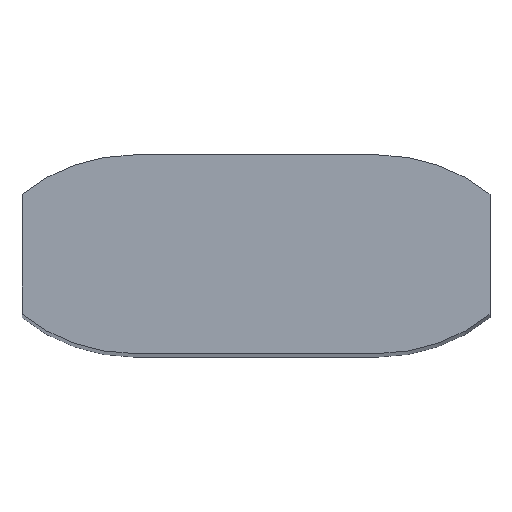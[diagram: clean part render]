
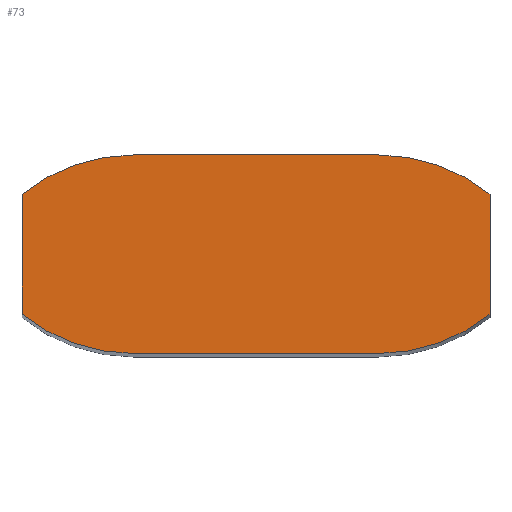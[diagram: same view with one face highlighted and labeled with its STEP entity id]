
A CAD part, top view. The second image highlights one B-rep face of the part: STEP entity #73.
In plain terms, the highlighted planar face has unit normal (0, 0, 1).
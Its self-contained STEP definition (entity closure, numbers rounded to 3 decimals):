
#4 = ORIENTED_EDGE ( 'NONE', *, *, #119, .F. ) ;
#5 = EDGE_CURVE ( 'NONE', #207, #228, #81, .T. ) ;
#7 = DIRECTION ( 'NONE',  ( 0., 0., 1. ) ) ;
#10 = EDGE_CURVE ( 'NONE', #321, #336, #145, .T. ) ;
#21 = VERTEX_POINT ( 'NONE', #290 ) ;
#38 = AXIS2_PLACEMENT_3D ( 'NONE', #151, #173, #328 ) ;
#40 = CARTESIAN_POINT ( 'NONE',  ( 0., 30.75, 25. ) ) ;
#48 = VERTEX_POINT ( 'NONE', #267 ) ;
#50 = CIRCLE ( 'NONE', #167, 55. ) ;
#58 = AXIS2_PLACEMENT_3D ( 'NONE', #172, #7, #205 ) ;
#64 = CARTESIAN_POINT ( 'NONE',  ( 0., 0., 25. ) ) ;
#71 = VERTEX_POINT ( 'NONE', #272 ) ;
#73 = ADVANCED_FACE ( 'NONE', ( #138 ), #329, .T. ) ;
#74 = DIRECTION ( 'NONE',  ( -1., 0., 0. ) ) ;
#80 = LINE ( 'NONE', #242, #353 ) ;
#81 = CIRCLE ( 'NONE', #58, 55. ) ;
#89 = ORIENTED_EDGE ( 'NONE', *, *, #262, .F. ) ;
#95 = DIRECTION ( 'NONE',  ( 0., -1., 0. ) ) ;
#100 = ORIENTED_EDGE ( 'NONE', *, *, #110, .T. ) ;
#103 = DIRECTION ( 'NONE',  ( 1., 0., 0. ) ) ;
#104 = AXIS2_PLACEMENT_3D ( 'NONE', #131, #243, #161 ) ;
#106 = VECTOR ( 'NONE', #141, 1000. ) ;
#110 = EDGE_CURVE ( 'NONE', #228, #48, #80, .T. ) ;
#119 = EDGE_CURVE ( 'NONE', #21, #48, #50, .T. ) ;
#123 = EDGE_LOOP ( 'NONE', ( #89, #231, #191, #278, #223, #100, #4, #324 ) ) ;
#129 = CARTESIAN_POINT ( 'NONE',  ( -38., 24.25, 25. ) ) ;
#131 = CARTESIAN_POINT ( 'NONE',  ( 38., 24.25, 25. ) ) ;
#133 = CARTESIAN_POINT ( 'NONE',  ( -72.5, 18.584, 25. ) ) ;
#134 = CARTESIAN_POINT ( 'NONE',  ( -38., 30.75, 25. ) ) ;
#138 = FACE_OUTER_BOUND ( 'NONE', #123, .T. ) ;
#140 = CARTESIAN_POINT ( 'NONE',  ( 72.5, -18.584, 25. ) ) ;
#141 = DIRECTION ( 'NONE',  ( -1., 0., 0. ) ) ;
#145 = LINE ( 'NONE', #351, #359 ) ;
#146 = VERTEX_POINT ( 'NONE', #179 ) ;
#150 = EDGE_CURVE ( 'NONE', #336, #146, #175, .T. ) ;
#151 = CARTESIAN_POINT ( 'NONE',  ( 38., -24.25, 25. ) ) ;
#161 = DIRECTION ( 'NONE',  ( 1., 0., 0. ) ) ;
#167 = AXIS2_PLACEMENT_3D ( 'NONE', #129, #182, #354 ) ;
#168 = CIRCLE ( 'NONE', #104, 55. ) ;
#172 = CARTESIAN_POINT ( 'NONE',  ( -38., -24.25, 25. ) ) ;
#173 = DIRECTION ( 'NONE',  ( 0., 0., 1. ) ) ;
#175 = CIRCLE ( 'NONE', #38, 55. ) ;
#179 = CARTESIAN_POINT ( 'NONE',  ( 38., 30.75, 25. ) ) ;
#182 = DIRECTION ( 'NONE',  ( 0., 0., -1. ) ) ;
#191 = ORIENTED_EDGE ( 'NONE', *, *, #150, .T. ) ;
#195 = LINE ( 'NONE', #40, #352 ) ;
#205 = DIRECTION ( 'NONE',  ( 1., 0., 0. ) ) ;
#207 = VERTEX_POINT ( 'NONE', #134 ) ;
#223 = ORIENTED_EDGE ( 'NONE', *, *, #5, .T. ) ;
#225 = CARTESIAN_POINT ( 'NONE',  ( 0., -30.75, 25. ) ) ;
#228 = VERTEX_POINT ( 'NONE', #133 ) ;
#231 = ORIENTED_EDGE ( 'NONE', *, *, #10, .T. ) ;
#242 = CARTESIAN_POINT ( 'NONE',  ( -72.5, 0., 25. ) ) ;
#243 = DIRECTION ( 'NONE',  ( 0., 0., -1. ) ) ;
#254 = LINE ( 'NONE', #225, #106 ) ;
#262 = EDGE_CURVE ( 'NONE', #321, #71, #168, .T. ) ;
#266 = EDGE_CURVE ( 'NONE', #146, #207, #195, .T. ) ;
#267 = CARTESIAN_POINT ( 'NONE',  ( -72.5, -18.584, 25. ) ) ;
#272 = CARTESIAN_POINT ( 'NONE',  ( 38., -30.75, 25. ) ) ;
#278 = ORIENTED_EDGE ( 'NONE', *, *, #266, .T. ) ;
#290 = CARTESIAN_POINT ( 'NONE',  ( -38., -30.75, 25. ) ) ;
#293 = DIRECTION ( 'NONE',  ( 0., 1., 0. ) ) ;
#303 = DIRECTION ( 'NONE',  ( 0., 0., 1. ) ) ;
#311 = AXIS2_PLACEMENT_3D ( 'NONE', #64, #303, #103 ) ;
#313 = EDGE_CURVE ( 'NONE', #71, #21, #254, .T. ) ;
#321 = VERTEX_POINT ( 'NONE', #140 ) ;
#324 = ORIENTED_EDGE ( 'NONE', *, *, #313, .F. ) ;
#328 = DIRECTION ( 'NONE',  ( 1., 0., 0. ) ) ;
#329 = PLANE ( 'NONE',  #311 ) ;
#336 = VERTEX_POINT ( 'NONE', #371 ) ;
#351 = CARTESIAN_POINT ( 'NONE',  ( 72.5, 0., 25. ) ) ;
#352 = VECTOR ( 'NONE', #74, 1000. ) ;
#353 = VECTOR ( 'NONE', #95, 1000. ) ;
#354 = DIRECTION ( 'NONE',  ( 1., 0., 0. ) ) ;
#359 = VECTOR ( 'NONE', #293, 1000. ) ;
#371 = CARTESIAN_POINT ( 'NONE',  ( 72.5, 18.584, 25. ) ) ;
